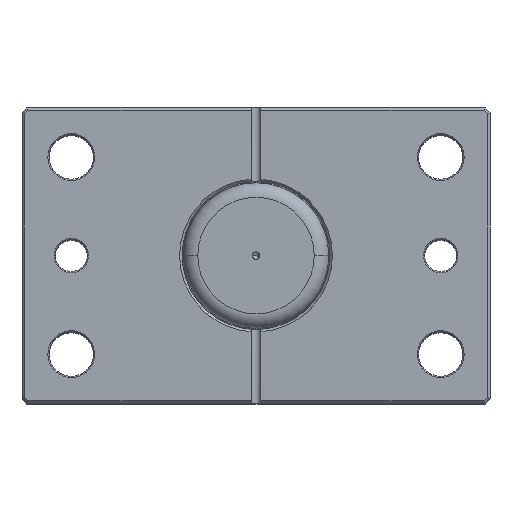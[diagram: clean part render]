
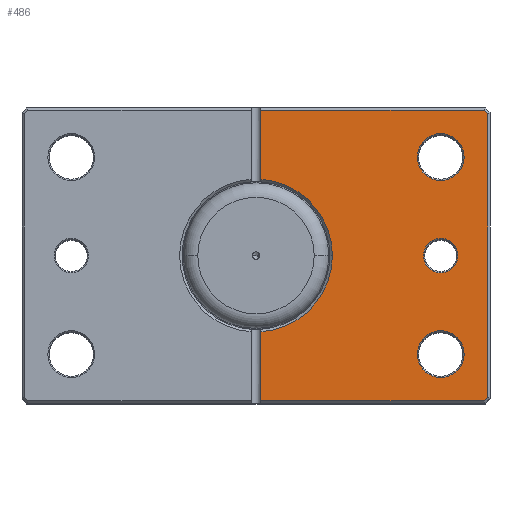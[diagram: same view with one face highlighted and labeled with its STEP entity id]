
A CAD part, top view. The second image highlights one B-rep face of the part: STEP entity #486.
In plain terms, the highlighted face is planar.
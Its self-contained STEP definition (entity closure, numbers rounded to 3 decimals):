
#31 = DIRECTION ( 'NONE',  ( 0., 0., 1. ) ) ;
#59 = DIRECTION ( 'NONE',  ( 0., 0., 1. ) ) ;
#135 = CARTESIAN_POINT ( 'NONE',  ( -75.793, -75.793, 0. ) ) ;
#156 = CARTESIAN_POINT ( 'NONE',  ( 0., 0., 0. ) ) ;
#198 = CARTESIAN_POINT ( 'NONE',  ( -92.586, -59., 0. ) ) ;
#304 = DIRECTION ( 'NONE',  ( 0., -1., 0. ) ) ;
#486 = ADVANCED_FACE ( 'NONE', ( #4878, #6330, #3388, #552 ), #4835, .F. ) ;
#552 = FACE_OUTER_BOUND ( 'NONE', #3415, .T. ) ;
#585 = DIRECTION ( 'NONE',  ( 0., 0., 1. ) ) ;
#622 = EDGE_CURVE ( 'NONE', #4300, #2850, #5726, .T. ) ;
#629 = CARTESIAN_POINT ( 'NONE',  ( -94., 0., 0. ) ) ;
#776 = DIRECTION ( 'NONE',  ( -1., 0., 0. ) ) ;
#780 = ORIENTED_EDGE ( 'NONE', *, *, #4972, .T. ) ;
#792 = VERTEX_POINT ( 'NONE', #2062 ) ;
#946 = ORIENTED_EDGE ( 'NONE', *, *, #5952, .T. ) ;
#948 = DIRECTION ( 'NONE',  ( 0., 0., 1. ) ) ;
#951 = EDGE_CURVE ( 'NONE', #4406, #3404, #6415, .T. ) ;
#964 = AXIS2_PLACEMENT_3D ( 'NONE', #2639, #6558, #4519 ) ;
#1007 = CIRCLE ( 'NONE', #1291, 9.5 ) ;
#1199 = CARTESIAN_POINT ( 'NONE',  ( -2., 60., 0. ) ) ;
#1215 = VECTOR ( 'NONE', #5489, 1000. ) ;
#1251 = VERTEX_POINT ( 'NONE', #1765 ) ;
#1291 = AXIS2_PLACEMENT_3D ( 'NONE', #2378, #6294, #2953 ) ;
#1300 = ORIENTED_EDGE ( 'NONE', *, *, #1595, .T. ) ;
#1337 = EDGE_CURVE ( 'NONE', #4660, #792, #4083, .T. ) ;
#1361 = CARTESIAN_POINT ( 'NONE',  ( -75., -40., 0. ) ) ;
#1364 = EDGE_CURVE ( 'NONE', #1251, #4343, #6847, .T. ) ;
#1372 = LINE ( 'NONE', #1199, #2688 ) ;
#1463 = EDGE_CURVE ( 'NONE', #4343, #4300, #4877, .T. ) ;
#1504 = CARTESIAN_POINT ( 'NONE',  ( 0., 0., 0. ) ) ;
#1505 = CARTESIAN_POINT ( 'NONE',  ( -84.5, -40., 0. ) ) ;
#1558 = CARTESIAN_POINT ( 'NONE',  ( -75.793, 75.793, 0. ) ) ;
#1572 = LINE ( 'NONE', #1558, #1215 ) ;
#1595 = EDGE_CURVE ( 'NONE', #7142, #1770, #2121, .T. ) ;
#1645 = ORIENTED_EDGE ( 'NONE', *, *, #5004, .T. ) ;
#1701 = CARTESIAN_POINT ( 'NONE',  ( 0., -59., 0. ) ) ;
#1765 = CARTESIAN_POINT ( 'NONE',  ( -31., 0., 0. ) ) ;
#1770 = VERTEX_POINT ( 'NONE', #4360 ) ;
#1918 = DIRECTION ( 'NONE',  ( 1., 0., 0. ) ) ;
#1982 = EDGE_CURVE ( 'NONE', #3674, #7056, #5988, .T. ) ;
#2030 = DIRECTION ( 'NONE',  ( 1., 0., 0. ) ) ;
#2031 = CARTESIAN_POINT ( 'NONE',  ( -94., -57.586, 0. ) ) ;
#2062 = CARTESIAN_POINT ( 'NONE',  ( -84.5, 40., 0. ) ) ;
#2121 = CIRCLE ( 'NONE', #6853, 9.5 ) ;
#2308 = VECTOR ( 'NONE', #3020, 1000. ) ;
#2378 = CARTESIAN_POINT ( 'NONE',  ( -75., -40., 0. ) ) ;
#2380 = CARTESIAN_POINT ( 'NONE',  ( -94., 57.586, 0. ) ) ;
#2505 = EDGE_CURVE ( 'NONE', #7056, #3674, #6747, .T. ) ;
#2623 = ORIENTED_EDGE ( 'NONE', *, *, #5006, .T. ) ;
#2639 = CARTESIAN_POINT ( 'NONE',  ( -75., 40., 0. ) ) ;
#2688 = VECTOR ( 'NONE', #5135, 1000. ) ;
#2850 = VERTEX_POINT ( 'NONE', #198 ) ;
#2953 = DIRECTION ( 'NONE',  ( 1., 0., 0. ) ) ;
#2985 = EDGE_LOOP ( 'NONE', ( #6130, #5965 ) ) ;
#2989 = CARTESIAN_POINT ( 'NONE',  ( -92.586, 59., 0. ) ) ;
#2999 = VERTEX_POINT ( 'NONE', #7096 ) ;
#3020 = DIRECTION ( 'NONE',  ( 1., 0., 0. ) ) ;
#3024 = DIRECTION ( 'NONE',  ( 1., 0., 0. ) ) ;
#3077 = DIRECTION ( 'NONE',  ( 0., 0., 1. ) ) ;
#3087 = EDGE_CURVE ( 'NONE', #3404, #6413, #1572, .T. ) ;
#3207 = VECTOR ( 'NONE', #304, 1000. ) ;
#3253 = CARTESIAN_POINT ( 'NONE',  ( -75., 0., 0. ) ) ;
#3318 = AXIS2_PLACEMENT_3D ( 'NONE', #1504, #31, #6872 ) ;
#3388 = FACE_BOUND ( 'NONE', #4132, .T. ) ;
#3404 = VERTEX_POINT ( 'NONE', #2380 ) ;
#3415 = EDGE_LOOP ( 'NONE', ( #780, #6217, #4411, #4059, #6480, #1645, #5789, #4139, #946 ) ) ;
#3435 = CARTESIAN_POINT ( 'NONE',  ( -65.5, 40., 0. ) ) ;
#3444 = CARTESIAN_POINT ( 'NONE',  ( -75., 0., 0. ) ) ;
#3618 = AXIS2_PLACEMENT_3D ( 'NONE', #3444, #59, #4004 ) ;
#3674 = VERTEX_POINT ( 'NONE', #5697 ) ;
#3738 = CARTESIAN_POINT ( 'NONE',  ( -75., 40., 0. ) ) ;
#3760 = CIRCLE ( 'NONE', #4569, 31. ) ;
#3801 = ORIENTED_EDGE ( 'NONE', *, *, #6632, .T. ) ;
#3836 = DIRECTION ( 'NONE',  ( 1., 0., 0. ) ) ;
#3979 = CARTESIAN_POINT ( 'NONE',  ( 0., 0., 0. ) ) ;
#4004 = DIRECTION ( 'NONE',  ( 1., 0., 0. ) ) ;
#4017 = CIRCLE ( 'NONE', #964, 9.5 ) ;
#4031 = VECTOR ( 'NONE', #4639, 1000. ) ;
#4035 = VERTEX_POINT ( 'NONE', #6719 ) ;
#4059 = ORIENTED_EDGE ( 'NONE', *, *, #1463, .T. ) ;
#4083 = CIRCLE ( 'NONE', #5137, 9.5 ) ;
#4084 = AXIS2_PLACEMENT_3D ( 'NONE', #3253, #7146, #3836 ) ;
#4132 = EDGE_LOOP ( 'NONE', ( #3801, #6381 ) ) ;
#4139 = ORIENTED_EDGE ( 'NONE', *, *, #3087, .T. ) ;
#4180 = CARTESIAN_POINT ( 'NONE',  ( -68., 0., 0. ) ) ;
#4268 = VECTOR ( 'NONE', #776, 1000. ) ;
#4300 = VERTEX_POINT ( 'NONE', #6950 ) ;
#4343 = VERTEX_POINT ( 'NONE', #6422 ) ;
#4360 = CARTESIAN_POINT ( 'NONE',  ( -65.5, -40., 0. ) ) ;
#4366 = DIRECTION ( 'NONE',  ( 0., 1., 0. ) ) ;
#4406 = VERTEX_POINT ( 'NONE', #2031 ) ;
#4411 = ORIENTED_EDGE ( 'NONE', *, *, #1364, .T. ) ;
#4519 = DIRECTION ( 'NONE',  ( 1., 0., 0. ) ) ;
#4540 = DIRECTION ( 'NONE',  ( 1., 0., 0. ) ) ;
#4569 = AXIS2_PLACEMENT_3D ( 'NONE', #3979, #585, #4540 ) ;
#4639 = DIRECTION ( 'NONE',  ( -0.707, 0.707, 0. ) ) ;
#4660 = VERTEX_POINT ( 'NONE', #3435 ) ;
#4835 = PLANE ( 'NONE',  #3318 ) ;
#4877 = LINE ( 'NONE', #7053, #3207 ) ;
#4878 = FACE_BOUND ( 'NONE', #2985, .T. ) ;
#4972 = EDGE_CURVE ( 'NONE', #4035, #2999, #1372, .T. ) ;
#5004 = EDGE_CURVE ( 'NONE', #2850, #4406, #6793, .T. ) ;
#5006 = EDGE_CURVE ( 'NONE', #1770, #7142, #1007, .T. ) ;
#5135 = DIRECTION ( 'NONE',  ( 0., -1., 0. ) ) ;
#5137 = AXIS2_PLACEMENT_3D ( 'NONE', #3738, #3077, #3024 ) ;
#5292 = DIRECTION ( 'NONE',  ( 0., 0., 1. ) ) ;
#5466 = VECTOR ( 'NONE', #4366, 1000. ) ;
#5489 = DIRECTION ( 'NONE',  ( 0.707, 0.707, 0. ) ) ;
#5697 = CARTESIAN_POINT ( 'NONE',  ( -82., 0., 0. ) ) ;
#5726 = LINE ( 'NONE', #1701, #4268 ) ;
#5759 = EDGE_CURVE ( 'NONE', #2999, #1251, #3760, .T. ) ;
#5789 = ORIENTED_EDGE ( 'NONE', *, *, #951, .T. ) ;
#5824 = CARTESIAN_POINT ( 'NONE',  ( 0., 59., 0. ) ) ;
#5894 = AXIS2_PLACEMENT_3D ( 'NONE', #156, #948, #2030 ) ;
#5952 = EDGE_CURVE ( 'NONE', #6413, #4035, #6780, .T. ) ;
#5965 = ORIENTED_EDGE ( 'NONE', *, *, #2505, .T. ) ;
#5988 = CIRCLE ( 'NONE', #3618, 7. ) ;
#6130 = ORIENTED_EDGE ( 'NONE', *, *, #1982, .T. ) ;
#6217 = ORIENTED_EDGE ( 'NONE', *, *, #5759, .T. ) ;
#6294 = DIRECTION ( 'NONE',  ( 0., 0., 1. ) ) ;
#6330 = FACE_BOUND ( 'NONE', #7252, .T. ) ;
#6381 = ORIENTED_EDGE ( 'NONE', *, *, #1337, .T. ) ;
#6413 = VERTEX_POINT ( 'NONE', #2989 ) ;
#6415 = LINE ( 'NONE', #629, #5466 ) ;
#6422 = CARTESIAN_POINT ( 'NONE',  ( -2., -30.935, 0. ) ) ;
#6480 = ORIENTED_EDGE ( 'NONE', *, *, #622, .T. ) ;
#6558 = DIRECTION ( 'NONE',  ( 0., 0., 1. ) ) ;
#6632 = EDGE_CURVE ( 'NONE', #792, #4660, #4017, .T. ) ;
#6719 = CARTESIAN_POINT ( 'NONE',  ( -2., 59., 0. ) ) ;
#6747 = CIRCLE ( 'NONE', #4084, 7. ) ;
#6780 = LINE ( 'NONE', #5824, #2308 ) ;
#6793 = LINE ( 'NONE', #135, #4031 ) ;
#6847 = CIRCLE ( 'NONE', #5894, 31. ) ;
#6853 = AXIS2_PLACEMENT_3D ( 'NONE', #1361, #5292, #1918 ) ;
#6872 = DIRECTION ( 'NONE',  ( 1., 0., 0. ) ) ;
#6950 = CARTESIAN_POINT ( 'NONE',  ( -2., -59., 0. ) ) ;
#7053 = CARTESIAN_POINT ( 'NONE',  ( -2., 60., 0. ) ) ;
#7056 = VERTEX_POINT ( 'NONE', #4180 ) ;
#7096 = CARTESIAN_POINT ( 'NONE',  ( -2., 30.935, 0. ) ) ;
#7142 = VERTEX_POINT ( 'NONE', #1505 ) ;
#7146 = DIRECTION ( 'NONE',  ( 0., 0., 1. ) ) ;
#7252 = EDGE_LOOP ( 'NONE', ( #1300, #2623 ) ) ;
